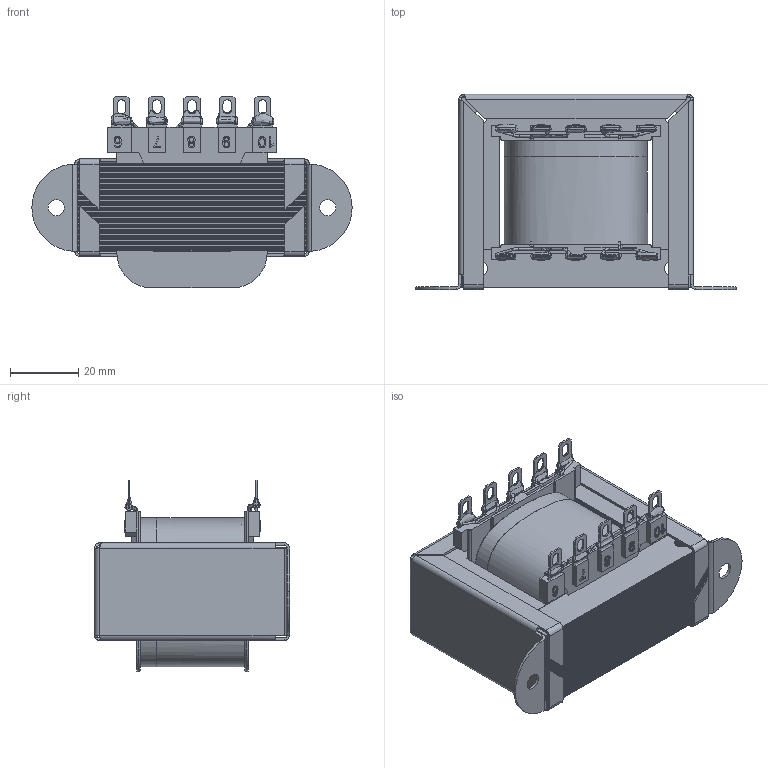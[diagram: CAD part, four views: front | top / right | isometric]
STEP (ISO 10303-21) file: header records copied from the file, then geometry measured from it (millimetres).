
FILE_DESCRIPTION(/* description */ (''),/* implementation_level */ '2;1');
FILE_NAME(/* name */ '15000-EI087-100-18.step',/* time_stamp */ '2024-01-18T12:57:08-07:00',/* author */ (''),/* organization */ (''),/* preprocessor_version */ 'ST-DEVELOPER v20',/* originating_system */ 'Autodesk Translation Framework v12.14.0.127',/* authorisation */ '');
FILE_SCHEMA (('AUTOMOTIVE_DESIGN { 1 0 10303 214 3 1 1 }'));
Products named in the file (5): 15000-EI087-100-18; 20000-B087-100-18* v11; 20000-EI087 v1; 20000-C087-100-1H v7; T10 Terminals v1
Assembly tree (4 placements, depth 2):
  15000-EI087-100-18
    20000-B087-100-18* v11
    20000-EI087 v1
    20000-C087-100-1H v7
    T10 Terminals v1
Bounding box: 93.64 x 57.08 x 56.13 mm (x, y, z)
Volume: 118238.6 mm3; surface area: 484708.8 mm2
Topology: 178 solids, 178 shells, 3367 faces, 8835 edges, 5802 vertices
Faces by surface type: plane 2517, cylinder 526, bspline 284, torus 40
Full cylindrical faces by diameter (mm): 0.66 x36, 0.663 x28, 3.969 x288, 4.75 x2
Entity records: 122730 total; most frequent: CARTESIAN_POINT 39454, ORIENTED_EDGE 17588, DIRECTION 15597, EDGE_CURVE 8794, LINE 7013, VECTOR 7013, VERTEX_POINT 5799, AXIS2_PLACEMENT_3D 4292
